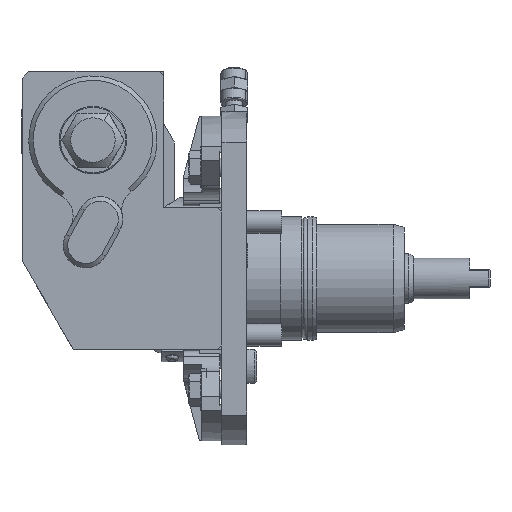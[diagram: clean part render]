
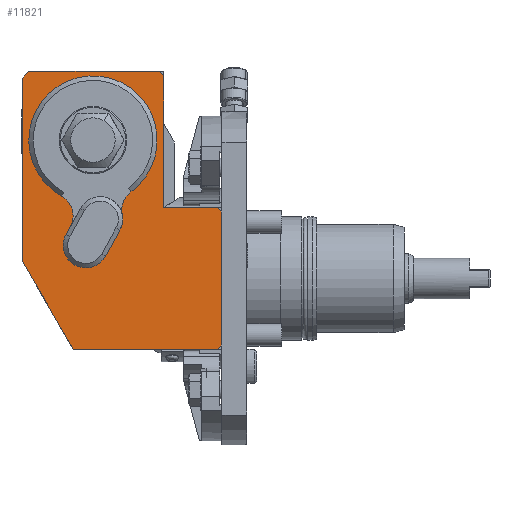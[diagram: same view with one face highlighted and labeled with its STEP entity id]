
A CAD part, front view. The second image highlights one B-rep face of the part: STEP entity #11821.
In plain terms, the highlighted planar face has unit normal (0, -1, 0).
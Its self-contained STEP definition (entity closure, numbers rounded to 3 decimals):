
#701=DIRECTION('',(-0.707,0.,-0.707));
#702=VECTOR('',#701,2.828);
#703=CARTESIAN_POINT('',(-12.,-95.,-29.5));
#704=LINE('',#703,#702);
#937=DIRECTION('',(0.707,0.,-0.707));
#938=VECTOR('',#937,2.828);
#939=CARTESIAN_POINT('',(-14.,-95.,31.5));
#940=LINE('',#939,#938);
#945=DIRECTION('',(-0.707,0.,-0.707));
#946=VECTOR('',#945,4.243);
#947=CARTESIAN_POINT('',(-97.716,-95.,91.943));
#948=LINE('',#947,#946);
#949=DIRECTION('',(-1.,0.,0.));
#950=VECTOR('',#949,58.);
#951=CARTESIAN_POINT('',(-39.716,-95.,91.943));
#952=LINE('',#951,#950);
#953=DIRECTION('',(0.,0.,1.));
#954=VECTOR('',#953,58.443);
#955=CARTESIAN_POINT('',(-37.716,-95.,31.5));
#956=LINE('',#955,#954);
#957=DIRECTION('',(-1.,0.,0.));
#958=VECTOR('',#957,23.716);
#959=CARTESIAN_POINT('',(-14.,-95.,31.5));
#960=LINE('',#959,#958);
#961=DIRECTION('',(0.,0.,1.));
#962=VECTOR('',#961,59.);
#963=CARTESIAN_POINT('',(-12.,-95.,-29.5));
#964=LINE('',#963,#962);
#965=DIRECTION('',(1.,0.,0.));
#966=VECTOR('',#965,63.911);
#967=CARTESIAN_POINT('',(-77.911,-95.,-31.5));
#968=LINE('',#967,#966);
#969=DIRECTION('',(0.5,0.,-0.866));
#970=VECTOR('',#969,45.611);
#971=CARTESIAN_POINT('',(-100.716,-95.,8.));
#972=LINE('',#971,#970);
#973=DIRECTION('',(0.,0.,-1.));
#974=VECTOR('',#973,80.943);
#975=CARTESIAN_POINT('',(-100.716,-95.,88.943));
#976=LINE('',#975,#974);
#977=CARTESIAN_POINT('',(-46.428,-95.,30.412));
#978=DIRECTION('',(0.,-1.,0.));
#979=DIRECTION('',(-0.592,0.,0.806));
#980=AXIS2_PLACEMENT_3D('',#977,#978,#979);
#982=CARTESIAN_POINT('',(-88.021,-95.,27.848));
#983=DIRECTION('',(0.,-1.,0.));
#984=DIRECTION('',(0.874,0.,-0.485));
#985=AXIS2_PLACEMENT_3D('',#982,#983,#984);
#987=DIRECTION('',(-0.485,0.,-0.874));
#988=VECTOR('',#987,3.909);
#989=CARTESIAN_POINT('',(-79.276,-95.,22.997));
#990=LINE('',#989,#988);
#991=CARTESIAN_POINT('',(-72.427,-95.,14.728));
#992=DIRECTION('',(0.,-1.,0.));
#993=DIRECTION('',(-0.874,0.,0.485));
#994=AXIS2_PLACEMENT_3D('',#991,#992,#993);
#996=DIRECTION('',(0.485,0.,0.874));
#997=VECTOR('',#996,13.245);
#998=CARTESIAN_POINT('',(-63.682,-95.,9.878));
#999=LINE('',#998,#997);
#1000=CARTESIAN_POINT('',(-66.003,-95.,26.31));
#1001=DIRECTION('',(0.,-1.,0.));
#1002=DIRECTION('',(0.874,0.,-0.485));
#1003=AXIS2_PLACEMENT_3D('',#1000,#1001,#1002);
#1009=DIRECTION('',(0.707,0.,-0.707));
#1010=VECTOR('',#1009,2.828);
#1011=CARTESIAN_POINT('',(-39.716,-95.,91.943));
#1012=LINE('',#1011,#1010);
#1142=CARTESIAN_POINT('',(-69.216,-95.,61.443));
#1143=DIRECTION('',(0.,1.,0.));
#1144=DIRECTION('',(-0.488,0.,-0.873));
#1145=AXIS2_PLACEMENT_3D('',#1142,#1143,#1144);
#10188=CARTESIAN_POINT('',(-100.716,-95.,8.));
#10189=CARTESIAN_POINT('',(-77.911,-95.,-31.5));
#10190=VERTEX_POINT('',#10188);
#10191=VERTEX_POINT('',#10189);
#10192=CARTESIAN_POINT('',(-81.172,-95.,19.579));
#10193=CARTESIAN_POINT('',(-63.682,-95.,9.878));
#10194=VERTEX_POINT('',#10192);
#10195=VERTEX_POINT('',#10193);
#10196=CARTESIAN_POINT('',(-57.258,-95.,21.46));
#10197=VERTEX_POINT('',#10196);
#10214=CARTESIAN_POINT('',(-12.,-95.,-29.5));
#10215=CARTESIAN_POINT('',(-14.,-95.,-31.5));
#10216=VERTEX_POINT('',#10214);
#10217=VERTEX_POINT('',#10215);
#10218=CARTESIAN_POINT('',(-14.,-95.,31.5));
#10219=CARTESIAN_POINT('',(-12.,-95.,29.5));
#10220=VERTEX_POINT('',#10218);
#10221=VERTEX_POINT('',#10219);
#10222=CARTESIAN_POINT('',(-39.716,-95.,91.943));
#10223=CARTESIAN_POINT('',(-37.716,-95.,89.943));
#10224=VERTEX_POINT('',#10222);
#10225=VERTEX_POINT('',#10223);
#10226=CARTESIAN_POINT('',(-37.716,-95.,31.5));
#10227=VERTEX_POINT('',#10226);
#10228=CARTESIAN_POINT('',(-52.347,-95.,38.472));
#10229=CARTESIAN_POINT('',(-56.215,-95.,28.361));
#10230=VERTEX_POINT('',#10228);
#10231=VERTEX_POINT('',#10229);
#10232=CARTESIAN_POINT('',(-79.276,-95.,22.997));
#10233=CARTESIAN_POINT('',(-83.136,-95.,36.574));
#10234=VERTEX_POINT('',#10232);
#10235=VERTEX_POINT('',#10233);
#10254=CARTESIAN_POINT('',(-97.716,-95.,91.943));
#10255=CARTESIAN_POINT('',(-100.716,-95.,88.943));
#10256=VERTEX_POINT('',#10254);
#10257=VERTEX_POINT('',#10255);
#11786=CARTESIAN_POINT('',(-42.5,-95.,0.));
#11787=DIRECTION('',(0.,-1.,0.));
#11788=DIRECTION('',(0.,0.,1.));
#11789=AXIS2_PLACEMENT_3D('',#11786,#11787,#11788);
#11790=PLANE('',#11789);
#11791=ORIENTED_EDGE('',*,*,#11661,.F.);
#11792=ORIENTED_EDGE('',*,*,#11678,.F.);
#11794=ORIENTED_EDGE('',*,*,#11793,.T.);
#11795=ORIENTED_EDGE('',*,*,#11715,.F.);
#11796=ORIENTED_EDGE('',*,*,#11731,.F.);
#11797=ORIENTED_EDGE('',*,*,#11780,.T.);
#11798=ORIENTED_EDGE('',*,*,#11502,.F.);
#11799=ORIENTED_EDGE('',*,*,#11541,.T.);
#11800=ORIENTED_EDGE('',*,*,#11554,.F.);
#11801=ORIENTED_EDGE('',*,*,#11571,.F.);
#11802=ORIENTED_EDGE('',*,*,#11592,.F.);
#11803=EDGE_LOOP('',(#11791,#11792,#11794,#11795,#11796,#11797,#11798,#11799,
#11800,#11801,#11802));
#11804=FACE_OUTER_BOUND('',#11803,.F.);
#11806=ORIENTED_EDGE('',*,*,#11805,.F.);
#11808=ORIENTED_EDGE('',*,*,#11807,.F.);
#11810=ORIENTED_EDGE('',*,*,#11809,.F.);
#11812=ORIENTED_EDGE('',*,*,#11811,.T.);
#11814=ORIENTED_EDGE('',*,*,#11813,.T.);
#11816=ORIENTED_EDGE('',*,*,#11815,.T.);
#11818=ORIENTED_EDGE('',*,*,#11817,.T.);
#11819=EDGE_LOOP('',(#11806,#11808,#11810,#11812,#11814,#11816,#11818));
#11820=FACE_BOUND('',#11819,.F.);
#11821=ADVANCED_FACE('',(#11804,#11820),#11790,.T.);
#981=CIRCLE('',#980,10.);
#986=CIRCLE('',#985,10.);
#995=CIRCLE('',#994,10.);
#1004=CIRCLE('',#1003,10.);
#1146=CIRCLE('',#1145,28.5);
#11502=EDGE_CURVE('',#10216,#10221,#964,.T.);
#11541=EDGE_CURVE('',#10216,#10217,#704,.T.);
#11554=EDGE_CURVE('',#10191,#10217,#968,.T.);
#11571=EDGE_CURVE('',#10190,#10191,#972,.T.);
#11592=EDGE_CURVE('',#10257,#10190,#976,.T.);
#11661=EDGE_CURVE('',#10256,#10257,#948,.T.);
#11678=EDGE_CURVE('',#10224,#10256,#952,.T.);
#11715=EDGE_CURVE('',#10227,#10225,#956,.T.);
#11731=EDGE_CURVE('',#10220,#10227,#960,.T.);
#11780=EDGE_CURVE('',#10220,#10221,#940,.T.);
#11793=EDGE_CURVE('',#10224,#10225,#1012,.T.);
#11805=EDGE_CURVE('',#10230,#10231,#981,.T.);
#11807=EDGE_CURVE('',#10235,#10230,#1146,.T.);
#11809=EDGE_CURVE('',#10234,#10235,#986,.T.);
#11811=EDGE_CURVE('',#10234,#10194,#990,.T.);
#11813=EDGE_CURVE('',#10194,#10195,#995,.T.);
#11815=EDGE_CURVE('',#10195,#10197,#999,.T.);
#11817=EDGE_CURVE('',#10197,#10231,#1004,.T.);
